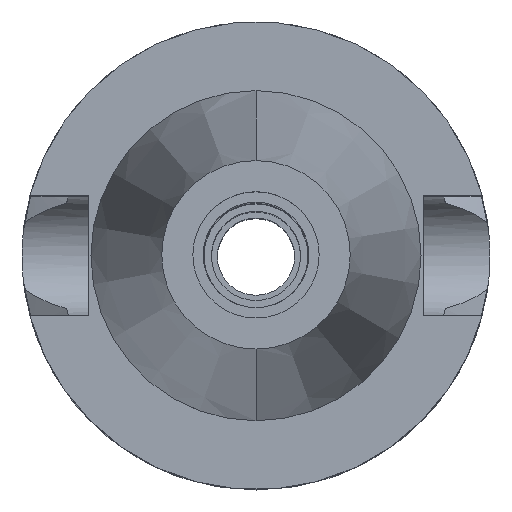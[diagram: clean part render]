
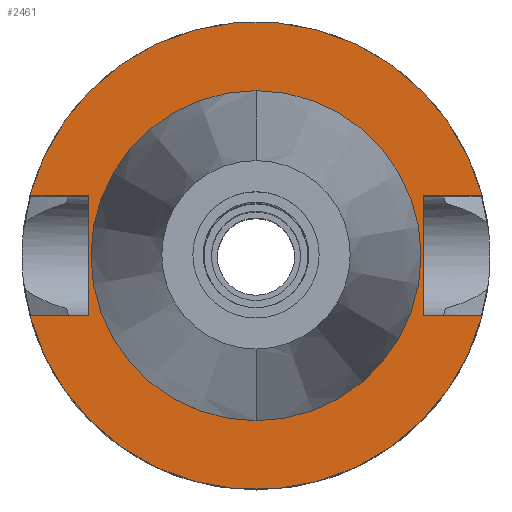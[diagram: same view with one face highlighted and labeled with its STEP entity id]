
A CAD part, top view. The second image highlights one B-rep face of the part: STEP entity #2461.
In plain terms, the highlighted planar face has unit normal (0, 0, 1).
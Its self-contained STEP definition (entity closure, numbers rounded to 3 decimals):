
#43 = ORIENTED_EDGE ( 'NONE', *, *, #1720, .F. ) ;
#51 = DIRECTION ( 'NONE',  ( 0., 0., -1. ) ) ;
#67 = CIRCLE ( 'NONE', #1219, 31.5 ) ;
#137 = ORIENTED_EDGE ( 'NONE', *, *, #2908, .F. ) ;
#179 = VECTOR ( 'NONE', #1380, 1000. ) ;
#201 = CARTESIAN_POINT ( 'NONE',  ( 0., 0., -1. ) ) ;
#203 = CARTESIAN_POINT ( 'NONE',  ( 22.5, -8.05, -1. ) ) ;
#258 = ORIENTED_EDGE ( 'NONE', *, *, #2296, .F. ) ;
#293 = ORIENTED_EDGE ( 'NONE', *, *, #3067, .F. ) ;
#325 = VERTEX_POINT ( 'NONE', #2182 ) ;
#329 = VECTOR ( 'NONE', #3040, 1000. ) ;
#383 = EDGE_CURVE ( 'NONE', #2949, #2093, #67, .T. ) ;
#402 = CARTESIAN_POINT ( 'NONE',  ( 30.454, 8.05, -1. ) ) ;
#417 = CARTESIAN_POINT ( 'NONE',  ( 22.5, 8.05, -1. ) ) ;
#443 = EDGE_CURVE ( 'NONE', #673, #1547, #1505, .T. ) ;
#503 = LINE ( 'NONE', #2676, #1321 ) ;
#549 = CARTESIAN_POINT ( 'NONE',  ( 0., -22.225, -1. ) ) ;
#567 = AXIS2_PLACEMENT_3D ( 'NONE', #201, #979, #2842 ) ;
#577 = ORIENTED_EDGE ( 'NONE', *, *, #383, .F. ) ;
#621 = VECTOR ( 'NONE', #1987, 1000. ) ;
#651 = ORIENTED_EDGE ( 'NONE', *, *, #2188, .F. ) ;
#673 = VERTEX_POINT ( 'NONE', #417 ) ;
#724 = CIRCLE ( 'NONE', #567, 22.225 ) ;
#763 = DIRECTION ( 'NONE',  ( 0., -1., 0. ) ) ;
#808 = EDGE_CURVE ( 'NONE', #1949, #3101, #724, .T. ) ;
#911 = DIRECTION ( 'NONE',  ( 1., 0., 0. ) ) ;
#979 = DIRECTION ( 'NONE',  ( 0., 0., 1. ) ) ;
#1010 = ORIENTED_EDGE ( 'NONE', *, *, #2845, .T. ) ;
#1047 = AXIS2_PLACEMENT_3D ( 'NONE', #2925, #1206, #2158 ) ;
#1074 = CARTESIAN_POINT ( 'NONE',  ( 30.454, -8.05, -1. ) ) ;
#1104 = LINE ( 'NONE', #203, #329 ) ;
#1106 = DIRECTION ( 'NONE',  ( 1., 0., 0. ) ) ;
#1197 = CARTESIAN_POINT ( 'NONE',  ( 0., 0., -1. ) ) ;
#1206 = DIRECTION ( 'NONE',  ( 0., 0., -1. ) ) ;
#1219 = AXIS2_PLACEMENT_3D ( 'NONE', #1464, #2640, #1241 ) ;
#1241 = DIRECTION ( 'NONE',  ( 0., 1., 0. ) ) ;
#1247 = VERTEX_POINT ( 'NONE', #1929 ) ;
#1321 = VECTOR ( 'NONE', #2857, 1000. ) ;
#1365 = CIRCLE ( 'NONE', #2782, 22.225 ) ;
#1380 = DIRECTION ( 'NONE',  ( 1., 0., 0. ) ) ;
#1393 = EDGE_LOOP ( 'NONE', ( #43, #2921 ) ) ;
#1462 = CARTESIAN_POINT ( 'NONE',  ( 0., 22.225, -1. ) ) ;
#1464 = CARTESIAN_POINT ( 'NONE',  ( 0., 0., -1. ) ) ;
#1505 = LINE ( 'NONE', #2744, #621 ) ;
#1547 = VERTEX_POINT ( 'NONE', #2747 ) ;
#1587 = CARTESIAN_POINT ( 'NONE',  ( 0., 0., -1. ) ) ;
#1593 = ORIENTED_EDGE ( 'NONE', *, *, #1637, .T. ) ;
#1602 = CARTESIAN_POINT ( 'NONE',  ( -30.454, 8.05, -1. ) ) ;
#1637 = EDGE_CURVE ( 'NONE', #2949, #1826, #2099, .T. ) ;
#1720 = EDGE_CURVE ( 'NONE', #3101, #1949, #1365, .T. ) ;
#1819 = LINE ( 'NONE', #3087, #179 ) ;
#1826 = VERTEX_POINT ( 'NONE', #2164 ) ;
#1835 = CARTESIAN_POINT ( 'NONE',  ( -30.454, 8.05, -1. ) ) ;
#1864 = EDGE_LOOP ( 'NONE', ( #137, #293, #651, #2282, #1010, #577, #1593, #258 ) ) ;
#1925 = DIRECTION ( 'NONE',  ( 0., 0., 1. ) ) ;
#1929 = CARTESIAN_POINT ( 'NONE',  ( -30.454, -8.05, -1. ) ) ;
#1949 = VERTEX_POINT ( 'NONE', #549 ) ;
#1981 = CIRCLE ( 'NONE', #1047, 31.5 ) ;
#1987 = DIRECTION ( 'NONE',  ( 0., -1., 0. ) ) ;
#2093 = VERTEX_POINT ( 'NONE', #402 ) ;
#2099 = LINE ( 'NONE', #1602, #2180 ) ;
#2158 = DIRECTION ( 'NONE',  ( 0., -1., 0. ) ) ;
#2164 = CARTESIAN_POINT ( 'NONE',  ( -22.5, 8.05, -1. ) ) ;
#2180 = VECTOR ( 'NONE', #1106, 1000. ) ;
#2182 = CARTESIAN_POINT ( 'NONE',  ( -22.5, -8.05, -1. ) ) ;
#2188 = EDGE_CURVE ( 'NONE', #1547, #2753, #1104, .T. ) ;
#2282 = ORIENTED_EDGE ( 'NONE', *, *, #443, .F. ) ;
#2296 = EDGE_CURVE ( 'NONE', #325, #1826, #503, .T. ) ;
#2437 = AXIS2_PLACEMENT_3D ( 'NONE', #1197, #51, #763 ) ;
#2452 = FACE_BOUND ( 'NONE', #1393, .T. ) ;
#2461 = ADVANCED_FACE ( 'NONE', ( #2916, #2452 ), #2901, .F. ) ;
#2640 = DIRECTION ( 'NONE',  ( 0., 0., -1. ) ) ;
#2676 = CARTESIAN_POINT ( 'NONE',  ( -22.5, -8.05, -1. ) ) ;
#2744 = CARTESIAN_POINT ( 'NONE',  ( 22.5, 8.05, -1. ) ) ;
#2747 = CARTESIAN_POINT ( 'NONE',  ( 22.5, -8.05, -1. ) ) ;
#2753 = VERTEX_POINT ( 'NONE', #1074 ) ;
#2782 = AXIS2_PLACEMENT_3D ( 'NONE', #1587, #1925, #2931 ) ;
#2842 = DIRECTION ( 'NONE',  ( 0., -1., 0. ) ) ;
#2845 = EDGE_CURVE ( 'NONE', #673, #2093, #3070, .T. ) ;
#2857 = DIRECTION ( 'NONE',  ( 0., 1., 0. ) ) ;
#2901 = PLANE ( 'NONE',  #2437 ) ;
#2908 = EDGE_CURVE ( 'NONE', #1247, #325, #1819, .T. ) ;
#2916 = FACE_OUTER_BOUND ( 'NONE', #1864, .T. ) ;
#2921 = ORIENTED_EDGE ( 'NONE', *, *, #808, .F. ) ;
#2925 = CARTESIAN_POINT ( 'NONE',  ( 0., 0., -1. ) ) ;
#2931 = DIRECTION ( 'NONE',  ( 0., 1., 0. ) ) ;
#2949 = VERTEX_POINT ( 'NONE', #1835 ) ;
#3021 = CARTESIAN_POINT ( 'NONE',  ( 22.5, 8.05, -1. ) ) ;
#3040 = DIRECTION ( 'NONE',  ( 1., 0., 0. ) ) ;
#3067 = EDGE_CURVE ( 'NONE', #2753, #1247, #1981, .T. ) ;
#3070 = LINE ( 'NONE', #3021, #3097 ) ;
#3087 = CARTESIAN_POINT ( 'NONE',  ( -30.454, -8.05, -1. ) ) ;
#3097 = VECTOR ( 'NONE', #911, 1000. ) ;
#3101 = VERTEX_POINT ( 'NONE', #1462 ) ;
